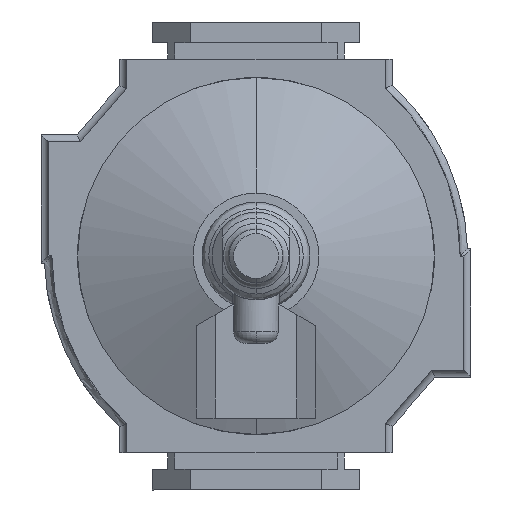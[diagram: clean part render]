
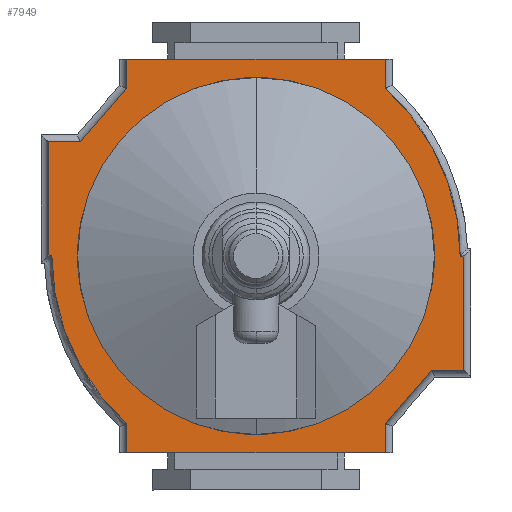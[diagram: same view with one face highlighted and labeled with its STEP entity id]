
A CAD part, front view. The second image highlights one B-rep face of the part: STEP entity #7949.
In plain terms, the highlighted face is planar.
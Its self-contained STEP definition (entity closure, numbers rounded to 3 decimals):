
#1 = CARTESIAN_POINT ( 'NONE',  ( 33.65, 0., -22.1 ) ) ;
#7 = VECTOR ( 'NONE', #3260, 1000. ) ;
#23 = ORIENTED_EDGE ( 'NONE', *, *, #1609, .F. ) ;
#61 = LINE ( 'NONE', #675, #6389 ) ;
#118 = CARTESIAN_POINT ( 'NONE',  ( 19.5, 0., -35.5 ) ) ;
#247 = EDGE_CURVE ( 'NONE', #1902, #3519, #6568, .T. ) ;
#264 = EDGE_CURVE ( 'NONE', #1267, #5531, #3522, .T. ) ;
#305 = EDGE_CURVE ( 'NONE', #9078, #6960, #3857, .T. ) ;
#444 = CARTESIAN_POINT ( 'NONE',  ( -28.65, 0., 22.1 ) ) ;
#468 = VERTEX_POINT ( 'NONE', #5656 ) ;
#526 = EDGE_CURVE ( 'NONE', #7915, #1267, #9014, .T. ) ;
#533 = CARTESIAN_POINT ( 'NONE',  ( -19.5, 0., 30. ) ) ;
#547 = EDGE_CURVE ( 'NONE', #6960, #1965, #5234, .T. ) ;
#561 = CARTESIAN_POINT ( 'NONE',  ( 0., 0., -35.5 ) ) ;
#600 = CARTESIAN_POINT ( 'NONE',  ( -33.65, 0., 22.1 ) ) ;
#627 = VECTOR ( 'NONE', #4086, 1000. ) ;
#675 = CARTESIAN_POINT ( 'NONE',  ( 0., 0., 35.5 ) ) ;
#731 = ORIENTED_EDGE ( 'NONE', *, *, #547, .F. ) ;
#809 = DIRECTION ( 'NONE',  ( 0., 0., -1. ) ) ;
#856 = VECTOR ( 'NONE', #8607, 1000. ) ;
#1027 = VERTEX_POINT ( 'NONE', #2264 ) ;
#1056 = DIRECTION ( 'NONE',  ( -1., 0., 0. ) ) ;
#1101 = ORIENTED_EDGE ( 'NONE', *, *, #2200, .F. ) ;
#1267 = VERTEX_POINT ( 'NONE', #600 ) ;
#1308 = LINE ( 'NONE', #561, #7 ) ;
#1426 = DIRECTION ( 'NONE',  ( 0., 0., 1. ) ) ;
#1609 = EDGE_CURVE ( 'NONE', #3519, #1724, #9281, .T. ) ;
#1708 = ORIENTED_EDGE ( 'NONE', *, *, #305, .F. ) ;
#1724 = VERTEX_POINT ( 'NONE', #2903 ) ;
#1823 = VECTOR ( 'NONE', #3624, 1000. ) ;
#1864 = VECTOR ( 'NONE', #2095, 1000. ) ;
#1902 = VERTEX_POINT ( 'NONE', #4705 ) ;
#1965 = VERTEX_POINT ( 'NONE', #4087 ) ;
#2095 = DIRECTION ( 'NONE',  ( 1., 0., 0. ) ) ;
#2116 = PLANE ( 'NONE',  #5752 ) ;
#2160 = VECTOR ( 'NONE', #6912, 1000. ) ;
#2200 = EDGE_CURVE ( 'NONE', #5194, #1902, #1308, .T. ) ;
#2252 = ORIENTED_EDGE ( 'NONE', *, *, #264, .F. ) ;
#2264 = CARTESIAN_POINT ( 'NONE',  ( 0., 0., 35.5 ) ) ;
#2349 = VECTOR ( 'NONE', #5490, 1000. ) ;
#2465 = CARTESIAN_POINT ( 'NONE',  ( 33.65, 0., 22.1 ) ) ;
#2568 = ORIENTED_EDGE ( 'NONE', *, *, #247, .F. ) ;
#2653 = AXIS2_PLACEMENT_3D ( 'NONE', #7227, #6483, #809 ) ;
#2704 = DIRECTION ( 'NONE',  ( 0., -1., 0. ) ) ;
#2775 = VERTEX_POINT ( 'NONE', #1 ) ;
#2776 = CARTESIAN_POINT ( 'NONE',  ( 28.65, 0., -22.1 ) ) ;
#2800 = CARTESIAN_POINT ( 'NONE',  ( 19.5, 0., -30. ) ) ;
#2832 = CARTESIAN_POINT ( 'NONE',  ( 0., 0., 3.5 ) ) ;
#2860 = CARTESIAN_POINT ( 'NONE',  ( 0., 0., -35.5 ) ) ;
#2903 = CARTESIAN_POINT ( 'NONE',  ( 28.65, 0., -22.1 ) ) ;
#2973 = ORIENTED_EDGE ( 'NONE', *, *, #5695, .F. ) ;
#3260 = DIRECTION ( 'NONE',  ( 1., 0., 0. ) ) ;
#3511 = EDGE_CURVE ( 'NONE', #1965, #1027, #5001, .T. ) ;
#3519 = VERTEX_POINT ( 'NONE', #8713 ) ;
#3522 = LINE ( 'NONE', #7962, #6416 ) ;
#3624 = DIRECTION ( 'NONE',  ( 0., 0., 1. ) ) ;
#3857 = LINE ( 'NONE', #8804, #7006 ) ;
#3983 = CARTESIAN_POINT ( 'NONE',  ( 0., 0., -34.9 ) ) ;
#4086 = DIRECTION ( 'NONE',  ( 0., 0., 1. ) ) ;
#4087 = CARTESIAN_POINT ( 'NONE',  ( 0., 0., 34.9 ) ) ;
#4092 = LINE ( 'NONE', #533, #2160 ) ;
#4276 = CARTESIAN_POINT ( 'NONE',  ( 0., 0., -34.9 ) ) ;
#4357 = LINE ( 'NONE', #7839, #4691 ) ;
#4383 = CARTESIAN_POINT ( 'NONE',  ( 28.622, 0., 22.1 ) ) ;
#4415 = ORIENTED_EDGE ( 'NONE', *, *, #4882, .F. ) ;
#4530 = CARTESIAN_POINT ( 'NONE',  ( -33.65, 0., -22.1 ) ) ;
#4691 = VECTOR ( 'NONE', #6540, 1000. ) ;
#4705 = CARTESIAN_POINT ( 'NONE',  ( 19.5, 0., -35.5 ) ) ;
#4843 = CARTESIAN_POINT ( 'NONE',  ( 33.65, 0., -22.1 ) ) ;
#4845 = ORIENTED_EDGE ( 'NONE', *, *, #7385, .F. ) ;
#4882 = EDGE_CURVE ( 'NONE', #1724, #2775, #7329, .T. ) ;
#5001 = LINE ( 'NONE', #5758, #1823 ) ;
#5194 = VERTEX_POINT ( 'NONE', #2860 ) ;
#5234 = CIRCLE ( 'NONE', #2653, 38.4 ) ;
#5336 = ORIENTED_EDGE ( 'NONE', *, *, #8081, .F. ) ;
#5413 = VERTEX_POINT ( 'NONE', #8989 ) ;
#5490 = DIRECTION ( 'NONE',  ( -1., 0., 0. ) ) ;
#5492 = LINE ( 'NONE', #3983, #5925 ) ;
#5531 = VERTEX_POINT ( 'NONE', #4530 ) ;
#5585 = DIRECTION ( 'NONE',  ( 0., 0., -1. ) ) ;
#5603 = CARTESIAN_POINT ( 'NONE',  ( -33.65, 0., -22.1 ) ) ;
#5654 = ORIENTED_EDGE ( 'NONE', *, *, #526, .F. ) ;
#5656 = CARTESIAN_POINT ( 'NONE',  ( -19.5, 0., 35.5 ) ) ;
#5661 = EDGE_CURVE ( 'NONE', #8803, #7915, #4092, .T. ) ;
#5695 = EDGE_CURVE ( 'NONE', #1027, #468, #61, .T. ) ;
#5734 = EDGE_CURVE ( 'NONE', #5413, #6365, #8483, .T. ) ;
#5741 = DIRECTION ( 'NONE',  ( 0., 0., 1. ) ) ;
#5743 = EDGE_CURVE ( 'NONE', #5531, #5413, #6500, .T. ) ;
#5752 = AXIS2_PLACEMENT_3D ( 'NONE', #8425, #8617, #6408 ) ;
#5758 = CARTESIAN_POINT ( 'NONE',  ( 0., 0., 34.9 ) ) ;
#5925 = VECTOR ( 'NONE', #5585, 1000. ) ;
#6210 = CARTESIAN_POINT ( 'NONE',  ( -28.65, 0., 22.1 ) ) ;
#6242 = ORIENTED_EDGE ( 'NONE', *, *, #7124, .F. ) ;
#6365 = VERTEX_POINT ( 'NONE', #4276 ) ;
#6389 = VECTOR ( 'NONE', #8508, 1000. ) ;
#6408 = DIRECTION ( 'NONE',  ( 0., 0., 1. ) ) ;
#6414 = DIRECTION ( 'NONE',  ( 0., 0., -1. ) ) ;
#6416 = VECTOR ( 'NONE', #6414, 1000. ) ;
#6483 = DIRECTION ( 'NONE',  ( 0., -1., 0. ) ) ;
#6500 = LINE ( 'NONE', #5603, #856 ) ;
#6540 = DIRECTION ( 'NONE',  ( 0., 0., -1. ) ) ;
#6549 = AXIS2_PLACEMENT_3D ( 'NONE', #2832, #2704, #5741 ) ;
#6568 = LINE ( 'NONE', #118, #7471 ) ;
#6912 = DIRECTION ( 'NONE',  ( -0.757, 0., -0.654 ) ) ;
#6960 = VERTEX_POINT ( 'NONE', #4383 ) ;
#7006 = VECTOR ( 'NONE', #1056, 1000. ) ;
#7124 = EDGE_CURVE ( 'NONE', #2775, #9078, #8366, .T. ) ;
#7197 = ORIENTED_EDGE ( 'NONE', *, *, #5661, .F. ) ;
#7227 = CARTESIAN_POINT ( 'NONE',  ( 0., 0., -3.5 ) ) ;
#7329 = LINE ( 'NONE', #2776, #1864 ) ;
#7385 = EDGE_CURVE ( 'NONE', #468, #8803, #4357, .T. ) ;
#7471 = VECTOR ( 'NONE', #1426, 1000. ) ;
#7839 = CARTESIAN_POINT ( 'NONE',  ( -19.5, 0., 35.5 ) ) ;
#7915 = VERTEX_POINT ( 'NONE', #444 ) ;
#7949 = ADVANCED_FACE ( 'NONE', ( #9131 ), #2116, .T. ) ;
#7962 = CARTESIAN_POINT ( 'NONE',  ( -33.65, 0., 22.1 ) ) ;
#8008 = ORIENTED_EDGE ( 'NONE', *, *, #5734, .F. ) ;
#8081 = EDGE_CURVE ( 'NONE', #6365, #5194, #5492, .T. ) ;
#8180 = ORIENTED_EDGE ( 'NONE', *, *, #5743, .F. ) ;
#8366 = LINE ( 'NONE', #4843, #627 ) ;
#8425 = CARTESIAN_POINT ( 'NONE',  ( 0., 0., 0. ) ) ;
#8483 = CIRCLE ( 'NONE', #6549, 38.4 ) ;
#8508 = DIRECTION ( 'NONE',  ( -1., 0., 0. ) ) ;
#8522 = DIRECTION ( 'NONE',  ( 0.757, 0., 0.654 ) ) ;
#8567 = VECTOR ( 'NONE', #8522, 1000. ) ;
#8607 = DIRECTION ( 'NONE',  ( 1., 0., 0. ) ) ;
#8617 = DIRECTION ( 'NONE',  ( 0., 1., 0. ) ) ;
#8713 = CARTESIAN_POINT ( 'NONE',  ( 19.5, 0., -30. ) ) ;
#8803 = VERTEX_POINT ( 'NONE', #8834 ) ;
#8804 = CARTESIAN_POINT ( 'NONE',  ( 33.65, 0., 22.1 ) ) ;
#8834 = CARTESIAN_POINT ( 'NONE',  ( -19.5, 0., 30. ) ) ;
#8989 = CARTESIAN_POINT ( 'NONE',  ( -28.622, 0., -22.1 ) ) ;
#9001 = EDGE_LOOP ( 'NONE', ( #5336, #8008, #8180, #2252, #5654, #7197, #4845, #2973, #9103, #731, #1708, #6242, #4415, #23, #2568, #1101 ) ) ;
#9014 = LINE ( 'NONE', #6210, #2349 ) ;
#9078 = VERTEX_POINT ( 'NONE', #2465 ) ;
#9103 = ORIENTED_EDGE ( 'NONE', *, *, #3511, .F. ) ;
#9131 = FACE_OUTER_BOUND ( 'NONE', #9001, .T. ) ;
#9281 = LINE ( 'NONE', #2800, #8567 ) ;
